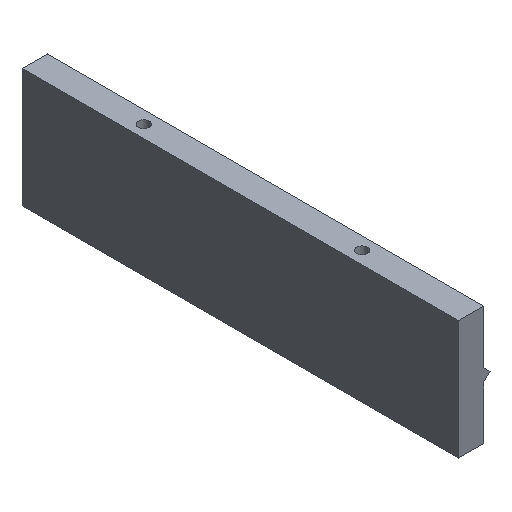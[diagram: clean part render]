
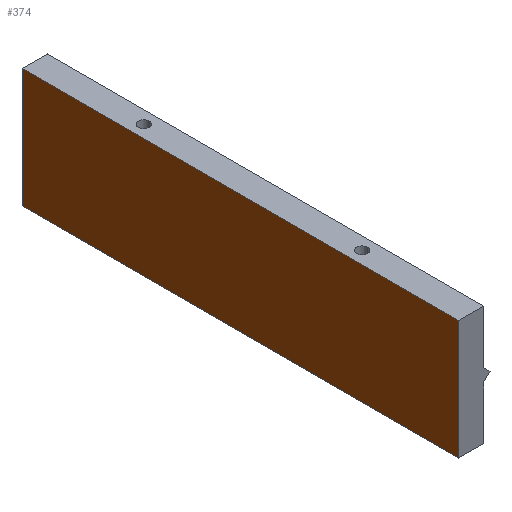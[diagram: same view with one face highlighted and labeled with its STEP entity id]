
A CAD part, isometric view. The second image highlights one B-rep face of the part: STEP entity #374.
In plain terms, the highlighted planar face has unit normal (-1, 0, 0).
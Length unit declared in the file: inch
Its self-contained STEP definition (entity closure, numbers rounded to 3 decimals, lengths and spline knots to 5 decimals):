
#1 = VECTOR ( 'NONE', #188, 39.37008 ) ;
#9 = VERTEX_POINT ( 'NONE', #385 ) ;
#37 = CARTESIAN_POINT ( 'NONE',  ( -0.865, 4., -0.545 ) ) ;
#40 = CARTESIAN_POINT ( 'NONE',  ( -0.865, 4., -0.545 ) ) ;
#49 = AXIS2_PLACEMENT_3D ( 'NONE', #37, #421, #424 ) ;
#52 = LINE ( 'NONE', #250, #298 ) ;
#53 = ORIENTED_EDGE ( 'NONE', *, *, #392, .F. ) ;
#66 = VERTEX_POINT ( 'NONE', #97 ) ;
#74 = CARTESIAN_POINT ( 'NONE',  ( -0.865, 0., -0.545 ) ) ;
#75 = DIRECTION ( 'NONE',  ( 0., 0., 1. ) ) ;
#97 = CARTESIAN_POINT ( 'NONE',  ( -0.865, 0., -0.545 ) ) ;
#105 = VECTOR ( 'NONE', #157, 39.37008 ) ;
#114 = ORIENTED_EDGE ( 'NONE', *, *, #125, .T. ) ;
#125 = EDGE_CURVE ( 'NONE', #9, #66, #168, .T. ) ;
#154 = FACE_OUTER_BOUND ( 'NONE', #343, .T. ) ;
#157 = DIRECTION ( 'NONE',  ( 0., -1., 0. ) ) ;
#161 = LINE ( 'NONE', #74, #1 ) ;
#168 = LINE ( 'NONE', #355, #105 ) ;
#186 = ORIENTED_EDGE ( 'NONE', *, *, #278, .T. ) ;
#188 = DIRECTION ( 'NONE',  ( 0., 0., 1. ) ) ;
#236 = VERTEX_POINT ( 'NONE', #314 ) ;
#250 = CARTESIAN_POINT ( 'NONE',  ( -0.865, 4., 0.545 ) ) ;
#271 = PLANE ( 'NONE',  #49 ) ;
#278 = EDGE_CURVE ( 'NONE', #66, #236, #161, .T. ) ;
#280 = VECTOR ( 'NONE', #75, 39.37008 ) ;
#298 = VECTOR ( 'NONE', #446, 39.37008 ) ;
#310 = EDGE_CURVE ( 'NONE', #344, #236, #52, .T. ) ;
#314 = CARTESIAN_POINT ( 'NONE',  ( -0.865, 0., 0.545 ) ) ;
#343 = EDGE_LOOP ( 'NONE', ( #186, #398, #53, #114 ) ) ;
#344 = VERTEX_POINT ( 'NONE', #453 ) ;
#355 = CARTESIAN_POINT ( 'NONE',  ( -0.865, 4., -0.545 ) ) ;
#374 = ADVANCED_FACE ( 'NONE', ( #154 ), #271, .F. ) ;
#385 = CARTESIAN_POINT ( 'NONE',  ( -0.865, 4., -0.545 ) ) ;
#392 = EDGE_CURVE ( 'NONE', #9, #344, #400, .T. ) ;
#398 = ORIENTED_EDGE ( 'NONE', *, *, #310, .F. ) ;
#400 = LINE ( 'NONE', #40, #280 ) ;
#421 = DIRECTION ( 'NONE',  ( 1., 0., 0. ) ) ;
#424 = DIRECTION ( 'NONE',  ( 0., 0., -1. ) ) ;
#446 = DIRECTION ( 'NONE',  ( 0., -1., 0. ) ) ;
#453 = CARTESIAN_POINT ( 'NONE',  ( -0.865, 4., 0.545 ) ) ;
